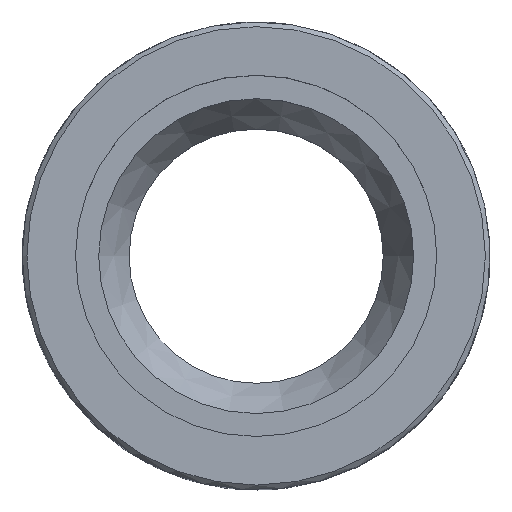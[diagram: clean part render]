
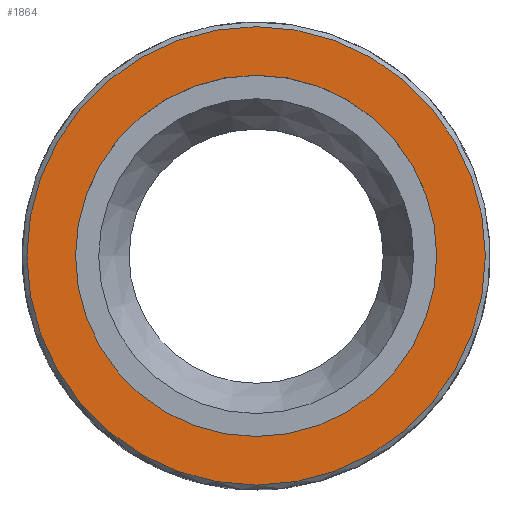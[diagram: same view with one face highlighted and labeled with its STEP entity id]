
A CAD part, top view. The second image highlights one B-rep face of the part: STEP entity #1864.
In plain terms, the highlighted planar face has unit normal (0, 0, 1).
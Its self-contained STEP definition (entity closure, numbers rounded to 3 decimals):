
#58=PLANE('',#2033);
#532=ORIENTED_EDGE('',*,*,#805,.T.);
#533=ORIENTED_EDGE('',*,*,#803,.F.);
#803=EDGE_CURVE('',#931,#931,#1020,.T.);
#805=EDGE_CURVE('',#933,#933,#1022,.T.);
#931=VERTEX_POINT('',#2898);
#933=VERTEX_POINT('',#2904);
#1020=CIRCLE('',#2030,24.35);
#1022=CIRCLE('',#2034,19.188);
#1092=EDGE_LOOP('',(#532));
#1093=EDGE_LOOP('',(#533));
#1186=FACE_BOUND('',#1092,.T.);
#1187=FACE_BOUND('',#1093,.T.);
#1864=ADVANCED_FACE('',(#1186,#1187),#58,.F.);
#2030=AXIS2_PLACEMENT_3D('',#2897,#2419,#2420);
#2033=AXIS2_PLACEMENT_3D('',#2902,#2425,#2426);
#2034=AXIS2_PLACEMENT_3D('',#2903,#2427,#2428);
#2419=DIRECTION('',(0.,0.,-1.));
#2420=DIRECTION('',(-1.,0.,0.));
#2425=DIRECTION('',(0.,0.,-1.));
#2426=DIRECTION('',(-1.,0.,0.));
#2427=DIRECTION('',(0.,0.,-1.));
#2428=DIRECTION('',(1.,0.,0.));
#2897=CARTESIAN_POINT('',(0.,0.,24.95));
#2898=CARTESIAN_POINT('',(-24.35,0.,24.95));
#2902=CARTESIAN_POINT('',(24.85,0.,24.95));
#2903=CARTESIAN_POINT('',(0.,0.,24.95));
#2904=CARTESIAN_POINT('',(19.188,0.,24.95));
